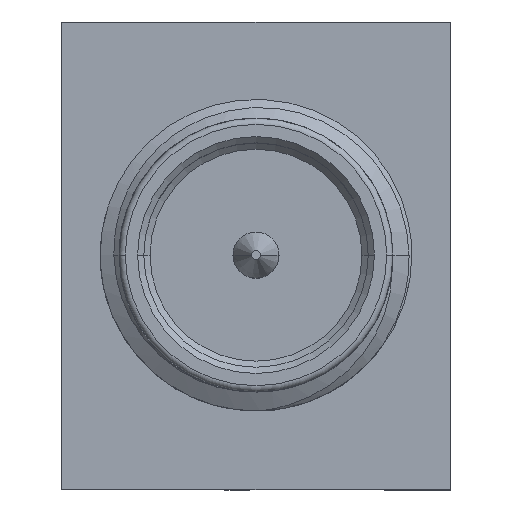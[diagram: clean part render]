
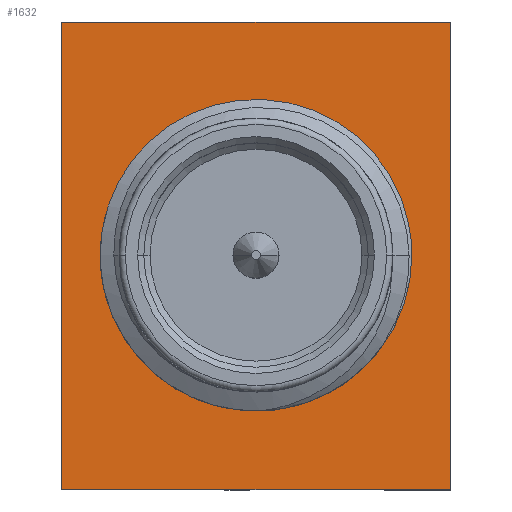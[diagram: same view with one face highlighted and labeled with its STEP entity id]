
A CAD part, top view. The second image highlights one B-rep face of the part: STEP entity #1632.
In plain terms, the highlighted planar face has unit normal (0, 0, 1).
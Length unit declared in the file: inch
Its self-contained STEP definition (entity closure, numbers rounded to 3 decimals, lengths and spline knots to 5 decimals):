
#45 = VECTOR ( 'NONE', #149, 39.37008 ) ;
#97 = CARTESIAN_POINT ( 'NONE',  ( 0., 0., 0.065 ) ) ;
#149 = DIRECTION ( 'NONE',  ( 0., 1., 0. ) ) ;
#196 = EDGE_LOOP ( 'NONE', ( #2523, #2534, #305, #2140 ) ) ;
#253 = FACE_BOUND ( 'NONE', #1324, .T. ) ;
#305 = ORIENTED_EDGE ( 'NONE', *, *, #3131, .F. ) ;
#461 = LINE ( 'NONE', #1594, #898 ) ;
#497 = CARTESIAN_POINT ( 'NONE',  ( 0.156, -0.1875, 0.065 ) ) ;
#516 = VERTEX_POINT ( 'NONE', #1760 ) ;
#560 = DIRECTION ( 'NONE',  ( 0., -1., 0. ) ) ;
#574 = CARTESIAN_POINT ( 'NONE',  ( 0.156, -0.1875, 0.065 ) ) ;
#575 = CARTESIAN_POINT ( 'NONE',  ( 0., 0., 0.065 ) ) ;
#809 = VERTEX_POINT ( 'NONE', #497 ) ;
#874 = CARTESIAN_POINT ( 'NONE',  ( -0.156, -0.1875, 0.065 ) ) ;
#888 = VECTOR ( 'NONE', #3033, 39.37008 ) ;
#898 = VECTOR ( 'NONE', #2568, 39.37008 ) ;
#952 = CARTESIAN_POINT ( 'NONE',  ( 0.156, 0.1875, 0.065 ) ) ;
#977 = LINE ( 'NONE', #1756, #888 ) ;
#1027 = DIRECTION ( 'NONE',  ( 0., 0., -1. ) ) ;
#1111 = DIRECTION ( 'NONE',  ( 1., 0., 0. ) ) ;
#1196 = AXIS2_PLACEMENT_3D ( 'NONE', #97, #1387, #1411 ) ;
#1197 = AXIS2_PLACEMENT_3D ( 'NONE', #2557, #1027, #1283 ) ;
#1283 = DIRECTION ( 'NONE',  ( 1., 0., 0. ) ) ;
#1324 = EDGE_LOOP ( 'NONE', ( #2065, #1732 ) ) ;
#1331 = DIRECTION ( 'NONE',  ( 0., 0., 1. ) ) ;
#1387 = DIRECTION ( 'NONE',  ( 0., 0., -1. ) ) ;
#1411 = DIRECTION ( 'NONE',  ( 1., 0., 0. ) ) ;
#1421 = CARTESIAN_POINT ( 'NONE',  ( -0.156, -0.1875, 0.065 ) ) ;
#1425 = LINE ( 'NONE', #874, #45 ) ;
#1482 = EDGE_CURVE ( 'NONE', #2542, #516, #2701, .T. ) ;
#1546 = CIRCLE ( 'NONE', #1196, 0.11489 ) ;
#1594 = CARTESIAN_POINT ( 'NONE',  ( 0.156, -0.1875, 0.065 ) ) ;
#1632 = ADVANCED_FACE ( 'NONE', ( #253, #2979 ), #2865, .T. ) ;
#1732 = ORIENTED_EDGE ( 'NONE', *, *, #1482, .T. ) ;
#1748 = EDGE_CURVE ( 'NONE', #1749, #2894, #1425, .T. ) ;
#1749 = VERTEX_POINT ( 'NONE', #1421 ) ;
#1756 = CARTESIAN_POINT ( 'NONE',  ( 0.156, 0.1875, 0.065 ) ) ;
#1760 = CARTESIAN_POINT ( 'NONE',  ( 0.11489, 0., 0.065 ) ) ;
#1869 = AXIS2_PLACEMENT_3D ( 'NONE', #575, #1331, #1111 ) ;
#1959 = LINE ( 'NONE', #574, #2074 ) ;
#2016 = EDGE_CURVE ( 'NONE', #809, #1749, #461, .T. ) ;
#2065 = ORIENTED_EDGE ( 'NONE', *, *, #2320, .T. ) ;
#2074 = VECTOR ( 'NONE', #560, 39.37008 ) ;
#2140 = ORIENTED_EDGE ( 'NONE', *, *, #3314, .F. ) ;
#2317 = CARTESIAN_POINT ( 'NONE',  ( -0.156, 0.1875, 0.065 ) ) ;
#2320 = EDGE_CURVE ( 'NONE', #516, #2542, #1546, .T. ) ;
#2410 = VERTEX_POINT ( 'NONE', #952 ) ;
#2523 = ORIENTED_EDGE ( 'NONE', *, *, #1748, .F. ) ;
#2534 = ORIENTED_EDGE ( 'NONE', *, *, #2016, .F. ) ;
#2542 = VERTEX_POINT ( 'NONE', #2751 ) ;
#2557 = CARTESIAN_POINT ( 'NONE',  ( 0., 0., 0.065 ) ) ;
#2568 = DIRECTION ( 'NONE',  ( -1., 0., 0. ) ) ;
#2701 = CIRCLE ( 'NONE', #1197, 0.11489 ) ;
#2751 = CARTESIAN_POINT ( 'NONE',  ( -0.11489, 0., 0.065 ) ) ;
#2865 = PLANE ( 'NONE',  #1869 ) ;
#2894 = VERTEX_POINT ( 'NONE', #2317 ) ;
#2979 = FACE_OUTER_BOUND ( 'NONE', #196, .T. ) ;
#3033 = DIRECTION ( 'NONE',  ( 1., 0., 0. ) ) ;
#3131 = EDGE_CURVE ( 'NONE', #2410, #809, #1959, .T. ) ;
#3314 = EDGE_CURVE ( 'NONE', #2894, #2410, #977, .T. ) ;
